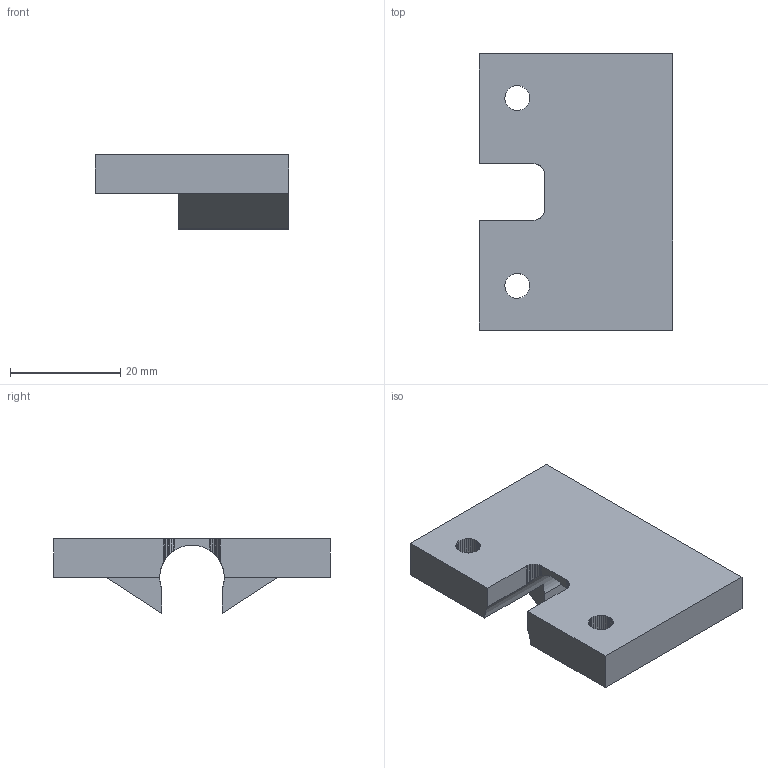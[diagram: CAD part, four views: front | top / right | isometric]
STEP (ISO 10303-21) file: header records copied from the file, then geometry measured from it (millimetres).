
FILE_DESCRIPTION(/* description */ (''),/* implementation_level */ '2;1');
FILE_NAME(/* name */ 'J5 limit switch sensor mount.step',/* time_stamp */ '2021-02-12T10:51:57+08:00',/* author */ (''),/* organization */ (''),/* preprocessor_version */ 'ST-DEVELOPER v18.1',/* originating_system */ 'Autodesk Translation Framework v9.7.1.1290',/* authorisation */ '');
FILE_SCHEMA (('AUTOMOTIVE_DESIGN { 1 0 10303 214 3 1 1 }'));
Length unit declared in the file: millimetre
Products named in the file (1): J5 limit switch sensor mount
Bounding box: 35 x 50 x 13.48 mm (x, y, z)
Volume: 11066 mm3; surface area: 5231.2 mm2
Topology: 1 solids, 1 shells, 276 faces, 588 edges, 314 vertices
Faces by surface type: plane 273, cylinder 3
Entity records: 7031 total; most frequent: CARTESIAN_POINT 1179, ORIENTED_EDGE 1176, DIRECTION 1172, EDGE_CURVE 588, LINE 558, VECTOR 558, VERTEX_POINT 314, AXIS2_PLACEMENT_3D 307
